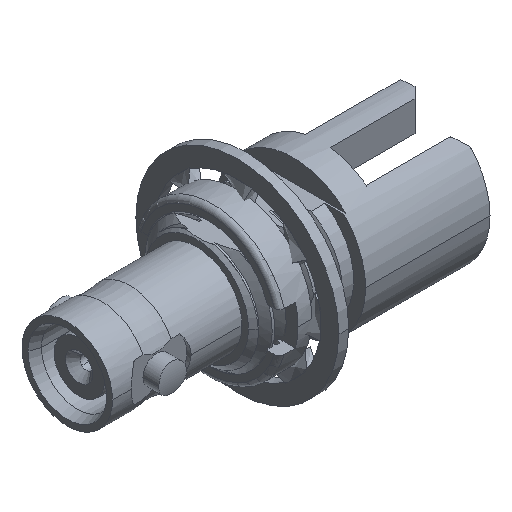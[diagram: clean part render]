
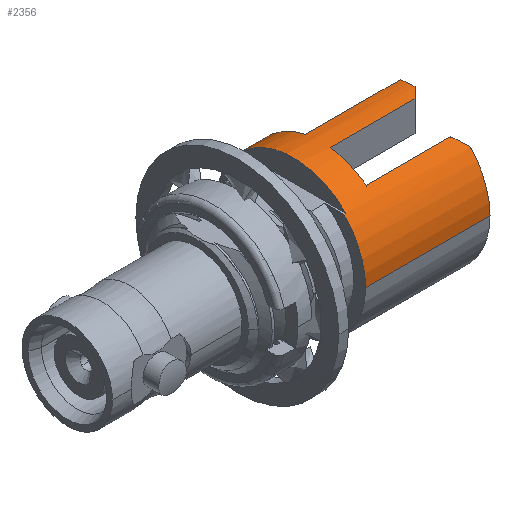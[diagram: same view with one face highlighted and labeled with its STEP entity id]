
A CAD part, isometric view. The second image highlights one B-rep face of the part: STEP entity #2356.
In plain terms, the highlighted cylindrical face has radius 3.75 mm (diameter 7.5 mm), a partial arc.
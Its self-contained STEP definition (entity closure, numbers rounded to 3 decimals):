
#52=CARTESIAN_POINT('',(2.6,0.,0.));
#53=DIRECTION('',(-1.,0.,0.));
#54=DIRECTION('',(0.,-0.708,0.707));
#55=AXIS2_PLACEMENT_3D('',#52,#53,#54);
#57=DIRECTION('',(-1.,0.,0.));
#58=VECTOR('',#57,0.1);
#59=CARTESIAN_POINT('',(2.6,2.653,2.65));
#60=LINE('',#59,#58);
#61=CARTESIAN_POINT('',(2.5,0.,0.));
#62=DIRECTION('',(1.,0.,0.));
#63=DIRECTION('',(0.,1.,0.));
#64=AXIS2_PLACEMENT_3D('',#61,#62,#63);
#66=DIRECTION('',(-1.,0.,0.));
#67=VECTOR('',#66,1.5);
#68=CARTESIAN_POINT('',(4.,3.75,0.));
#69=LINE('',#68,#67);
#70=CARTESIAN_POINT('',(4.,0.,0.));
#71=DIRECTION('',(-1.,0.,0.));
#72=DIRECTION('',(0.,0.205,0.979));
#73=AXIS2_PLACEMENT_3D('',#70,#71,#72);
#75=DIRECTION('',(-1.,0.,0.));
#76=VECTOR('',#75,4.75);
#77=CARTESIAN_POINT('',(8.75,0.77,3.67));
#78=LINE('',#77,#76);
#79=CARTESIAN_POINT('',(8.75,0.,0.));
#80=DIRECTION('',(1.,0.,0.));
#81=DIRECTION('',(0.,0.205,0.979));
#82=AXIS2_PLACEMENT_3D('',#79,#80,#81);
#84=CARTESIAN_POINT('',(8.25,-0.48,3.719));
#85=CARTESIAN_POINT('',(8.416,-0.314,3.741));
#86=CARTESIAN_POINT('',(8.583,-0.147,3.751));
#87=CARTESIAN_POINT('',(8.75,0.02,3.75));
#89=DIRECTION('',(-1.,0.,0.));
#90=VECTOR('',#89,4.25);
#91=CARTESIAN_POINT('',(8.25,-0.48,3.719));
#92=LINE('',#91,#90);
#93=CARTESIAN_POINT('',(4.,0.,0.));
#94=DIRECTION('',(-1.,0.,0.));
#95=DIRECTION('',(0.,-0.608,0.794));
#96=AXIS2_PLACEMENT_3D('',#93,#94,#95);
#98=DIRECTION('',(-1.,0.,0.));
#99=VECTOR('',#98,4.25);
#100=CARTESIAN_POINT('',(8.25,-2.28,2.977));
#101=LINE('',#100,#99);
#102=CARTESIAN_POINT('',(8.75,-2.78,2.517));
#103=CARTESIAN_POINT('',(8.593,-2.623,2.691));
#104=CARTESIAN_POINT('',(8.426,-2.456,2.843));
#105=CARTESIAN_POINT('',(8.25,-2.28,2.977));
#107=CARTESIAN_POINT('',(8.75,0.,0.));
#108=DIRECTION('',(1.,0.,0.));
#109=DIRECTION('',(0.,-0.741,0.671));
#110=AXIS2_PLACEMENT_3D('',#107,#108,#109);
#112=DIRECTION('',(-1.,0.,0.));
#113=VECTOR('',#112,6.25);
#114=CARTESIAN_POINT('',(8.75,-3.75,0.));
#115=LINE('',#114,#113);
#116=CARTESIAN_POINT('',(2.5,0.,0.));
#117=DIRECTION('',(1.,0.,0.));
#118=DIRECTION('',(0.,-0.708,0.707));
#119=AXIS2_PLACEMENT_3D('',#116,#117,#118);
#121=DIRECTION('',(-1.,0.,0.));
#122=VECTOR('',#121,0.1);
#123=CARTESIAN_POINT('',(2.6,-2.653,2.65));
#124=LINE('',#123,#122);
#1982=CARTESIAN_POINT('',(4.,3.75,0.));
#1984=VERTEX_POINT('',#1982);
#1988=CARTESIAN_POINT('',(4.,0.77,3.67));
#1989=VERTEX_POINT('',#1988);
#1990=CARTESIAN_POINT('',(8.75,0.77,3.67));
#1991=VERTEX_POINT('',#1990);
#2012=CARTESIAN_POINT('',(2.5,-3.75,0.));
#2013=CARTESIAN_POINT('',(2.5,3.75,0.));
#2014=VERTEX_POINT('',#2012);
#2015=VERTEX_POINT('',#2013);
#2016=CARTESIAN_POINT('',(8.75,-3.75,0.));
#2017=VERTEX_POINT('',#2016);
#2098=CARTESIAN_POINT('',(4.,-2.28,2.977));
#2099=CARTESIAN_POINT('',(4.,-0.48,3.719));
#2100=VERTEX_POINT('',#2098);
#2101=VERTEX_POINT('',#2099);
#2104=CARTESIAN_POINT('',(8.25,-0.48,3.719));
#2105=VERTEX_POINT('',#2104);
#2106=VERTEX_POINT('',#87);
#2112=VERTEX_POINT('',#102);
#2113=VERTEX_POINT('',#105);
#2133=CARTESIAN_POINT('',(2.6,-2.653,2.65));
#2134=CARTESIAN_POINT('',(2.6,2.653,2.65));
#2135=VERTEX_POINT('',#2133);
#2136=VERTEX_POINT('',#2134);
#2137=CARTESIAN_POINT('',(2.5,-2.653,2.65));
#2138=VERTEX_POINT('',#2137);
#2139=CARTESIAN_POINT('',(2.5,2.653,2.65));
#2140=VERTEX_POINT('',#2139);
#2321=CARTESIAN_POINT('',(0.,0.,0.));
#2322=DIRECTION('',(-1.,0.,0.));
#2323=DIRECTION('',(0.,1.,0.));
#2324=AXIS2_PLACEMENT_3D('',#2321,#2322,#2323);
#2325=CYLINDRICAL_SURFACE('',#2324,3.75);
#2327=ORIENTED_EDGE('',*,*,#2326,.T.);
#2329=ORIENTED_EDGE('',*,*,#2328,.T.);
#2331=ORIENTED_EDGE('',*,*,#2330,.F.);
#2333=ORIENTED_EDGE('',*,*,#2332,.F.);
#2335=ORIENTED_EDGE('',*,*,#2334,.F.);
#2336=ORIENTED_EDGE('',*,*,#2299,.F.);
#2337=ORIENTED_EDGE('',*,*,#2222,.T.);
#2338=ORIENTED_EDGE('',*,*,#2270,.F.);
#2340=ORIENTED_EDGE('',*,*,#2339,.T.);
#2342=ORIENTED_EDGE('',*,*,#2341,.F.);
#2344=ORIENTED_EDGE('',*,*,#2343,.F.);
#2346=ORIENTED_EDGE('',*,*,#2345,.F.);
#2347=ORIENTED_EDGE('',*,*,#2256,.T.);
#2349=ORIENTED_EDGE('',*,*,#2348,.T.);
#2351=ORIENTED_EDGE('',*,*,#2350,.F.);
#2353=ORIENTED_EDGE('',*,*,#2352,.F.);
#2354=EDGE_LOOP('',(#2327,#2329,#2331,#2333,#2335,#2336,#2337,#2338,#2340,#2342,
#2344,#2346,#2347,#2349,#2351,#2353));
#2355=FACE_OUTER_BOUND('',#2354,.F.);
#56=CIRCLE('',#55,3.75);
#65=CIRCLE('',#64,3.75);
#74=CIRCLE('',#73,3.75);
#83=CIRCLE('',#82,3.75);
#88=B_SPLINE_CURVE_WITH_KNOTS('',3,(#84,#85,#86,#87),.UNSPECIFIED.,.F.,.F.,(4,
4),(0.,1.),.UNSPECIFIED.);
#97=CIRCLE('',#96,3.75);
#106=B_SPLINE_CURVE_WITH_KNOTS('',3,(#102,#103,#104,#105),.UNSPECIFIED.,.F.,.F.,
(4,4),(0.,1.),.UNSPECIFIED.);
#111=CIRCLE('',#110,3.75);
#120=CIRCLE('',#119,3.75);
#2222=EDGE_CURVE('',#1991,#2106,#83,.T.);
#2256=EDGE_CURVE('',#2112,#2017,#111,.T.);
#2270=EDGE_CURVE('',#2105,#2106,#88,.T.);
#2299=EDGE_CURVE('',#1991,#1989,#78,.T.);
#2326=EDGE_CURVE('',#2135,#2136,#56,.T.);
#2328=EDGE_CURVE('',#2136,#2140,#60,.T.);
#2330=EDGE_CURVE('',#2015,#2140,#65,.T.);
#2332=EDGE_CURVE('',#1984,#2015,#69,.T.);
#2334=EDGE_CURVE('',#1989,#1984,#74,.T.);
#2339=EDGE_CURVE('',#2105,#2101,#92,.T.);
#2341=EDGE_CURVE('',#2100,#2101,#97,.T.);
#2343=EDGE_CURVE('',#2113,#2100,#101,.T.);
#2345=EDGE_CURVE('',#2112,#2113,#106,.T.);
#2348=EDGE_CURVE('',#2017,#2014,#115,.T.);
#2350=EDGE_CURVE('',#2138,#2014,#120,.T.);
#2352=EDGE_CURVE('',#2135,#2138,#124,.T.);
#2356=ADVANCED_FACE('',(#2355),#2325,.T.);
